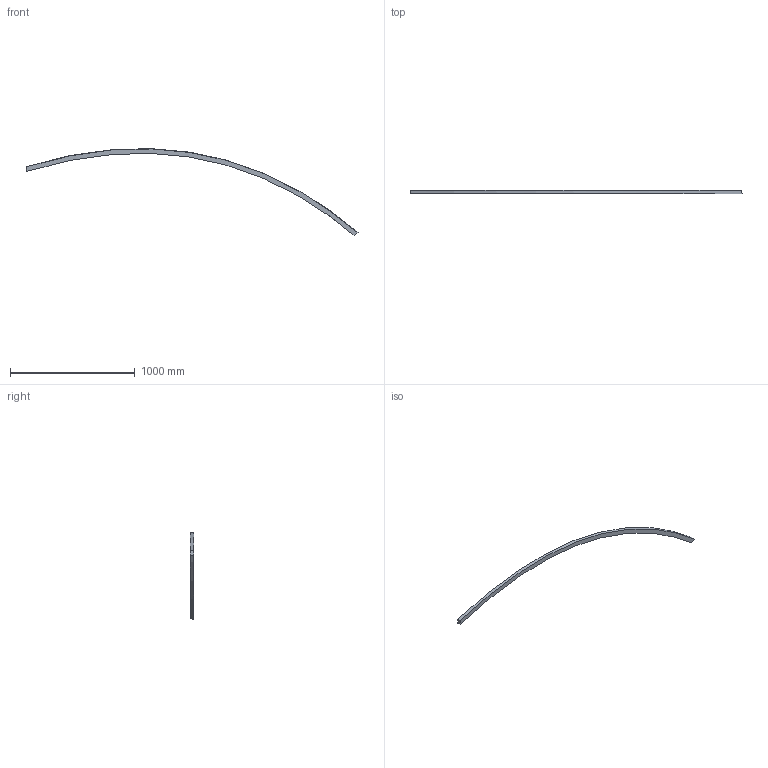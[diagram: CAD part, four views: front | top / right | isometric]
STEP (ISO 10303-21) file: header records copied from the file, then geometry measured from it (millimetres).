
FILE_DESCRIPTION (( 'STEP AP203' ), '1' );
FILE_NAME ('Frame_Gun-rail.STEP', '2018-06-17T19:55:26', ( '' ), ( '' ), 'SwSTEP 2.0', 'SolidWorks 2017', '' );
FILE_SCHEMA (( 'CONFIG_CONTROL_DESIGN' ));
Length unit declared in the file: inch
Products named in the file (1): Frame_Gun-rail
Bounding box: 2665.02 x 24.53 x 695.86 mm (x, y, z)
Volume: 2524209.2 mm3; surface area: 346646.3 mm2
Topology: 1 solids, 1 shells, 6 faces, 12 edges, 8 vertices
Faces by surface type: plane 4, bspline 2
Entity records: 291 total; most frequent: CARTESIAN_POINT 97, ORIENTED_EDGE 24, DIRECTION 18, EDGE_CURVE 12, VECTOR 8, LINE 8, VERTEX_POINT 8, PERSON_AND_ORGANIZATION 8
